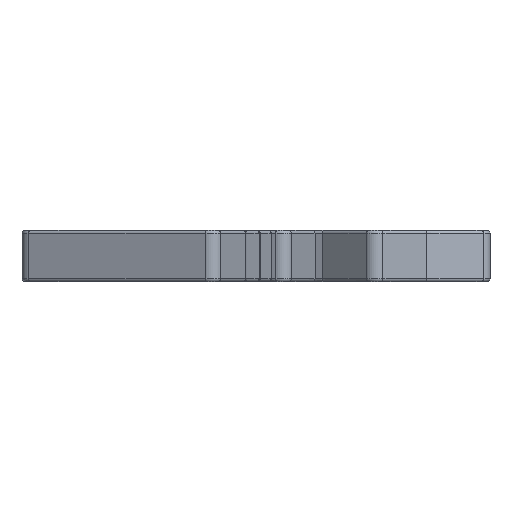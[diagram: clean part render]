
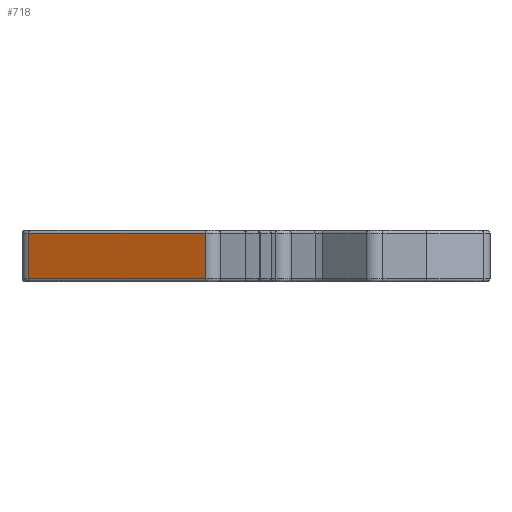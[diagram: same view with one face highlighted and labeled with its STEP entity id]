
A CAD part, left-side view. The second image highlights one B-rep face of the part: STEP entity #718.
In plain terms, the highlighted planar face has unit normal (-0.906, 0.423, 0).
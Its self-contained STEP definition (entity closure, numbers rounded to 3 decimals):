
#660=CARTESIAN_POINT('',(-95.092,79.362,-0.8));
#661=VERTEX_POINT('',#660);
#662=CARTESIAN_POINT('',(-95.092,79.362,12.));
#663=VERTEX_POINT('',#662);
#664=CARTESIAN_POINT('',(-95.092,79.362,-0.8));
#665=DIRECTION('',(0.,0.,1.));
#666=VECTOR('',#665,12.8);
#667=LINE('',#664,#666);
#668=EDGE_CURVE('',#661,#663,#667,.T.);
#688=CARTESIAN_POINT('',(-106.665,54.543,-8.));
#689=DIRECTION('',(0.906,-0.423,0.));
#690=DIRECTION('',(0.423,0.906,0.));
#691=AXIS2_PLACEMENT_3D('',#688,#689,#690);
#692=PLANE('',#691);
#693=CARTESIAN_POINT('',(-118.238,29.725,-0.8));
#694=VERTEX_POINT('',#693);
#695=CARTESIAN_POINT('',(-118.238,29.725,12.));
#696=VERTEX_POINT('',#695);
#697=CARTESIAN_POINT('',(-118.238,29.725,-0.8));
#698=DIRECTION('',(0.,0.,1.));
#699=VECTOR('',#698,12.8);
#700=LINE('',#697,#699);
#701=EDGE_CURVE('',#694,#696,#700,.T.);
#702=ORIENTED_EDGE('',*,*,#701,.T.);
#703=CARTESIAN_POINT('',(-118.238,29.725,12.));
#704=DIRECTION('',(0.423,0.906,0.));
#705=VECTOR('',#704,54.769);
#706=LINE('',#703,#705);
#707=EDGE_CURVE('',#696,#663,#706,.T.);
#708=ORIENTED_EDGE('',*,*,#707,.T.);
#709=ORIENTED_EDGE('',*,*,#668,.F.);
#710=CARTESIAN_POINT('',(-95.092,79.362,-0.8));
#711=DIRECTION('',(-0.423,-0.906,-0.));
#712=VECTOR('',#711,54.769);
#713=LINE('',#710,#712);
#714=EDGE_CURVE('',#661,#694,#713,.T.);
#715=ORIENTED_EDGE('',*,*,#714,.T.);
#716=EDGE_LOOP('',(#702,#708,#709,#715));
#717=FACE_BOUND('',#716,.T.);
#718=ADVANCED_FACE('',(#717),#692,.F.);
